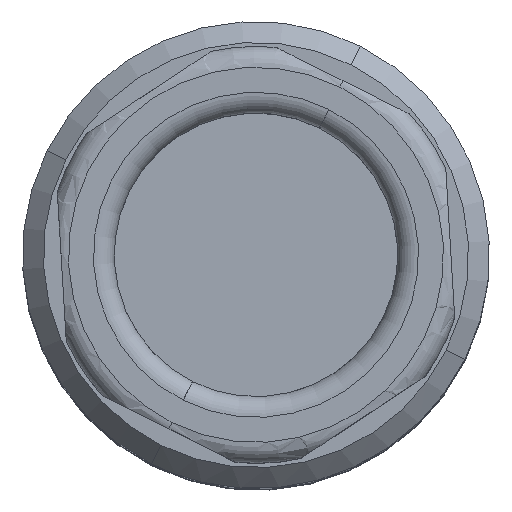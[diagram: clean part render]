
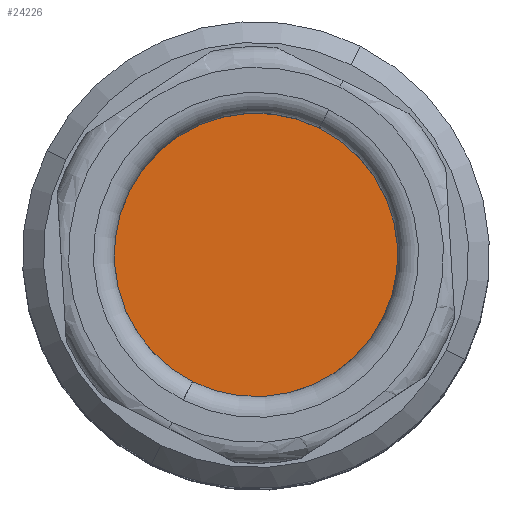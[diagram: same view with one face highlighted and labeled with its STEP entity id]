
A CAD part, top view. The second image highlights one B-rep face of the part: STEP entity #24226.
In plain terms, the highlighted planar face has unit normal (0, 0, 1).
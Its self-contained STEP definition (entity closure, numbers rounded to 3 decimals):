
#24190=AXIS2_PLACEMENT_3D('Circle Axis2P3D',#24188,#24189,$) ;
#24207=AXIS2_PLACEMENT_3D('Circle Axis2P3D',#24205,#24206,$) ;
#24220=AXIS2_PLACEMENT_3D('Plane Axis2P3D',#24217,#24218,#24219) ;
#24178=CARTESIAN_POINT('Vertex',(10.931,13.462,50.25)) ;
#24185=CARTESIAN_POINT('Vertex',(5.869,3.338,50.25)) ;
#24188=CARTESIAN_POINT('Axis2P3D Location',(8.4,8.4,50.25)) ;
#24205=CARTESIAN_POINT('Axis2P3D Location',(8.4,8.4,50.25)) ;
#24217=CARTESIAN_POINT('Axis2P3D Location',(8.4,8.4,50.25)) ;
#24189=DIRECTION('Axis2P3D Direction',(-0.,0.,-1.)) ;
#24206=DIRECTION('Axis2P3D Direction',(-0.,0.,-1.)) ;
#24218=DIRECTION('Axis2P3D Direction',(-0.,0.,-1.)) ;
#24219=DIRECTION('Axis2P3D XDirection',(-0.447,-0.894,0.)) ;
#24223=ORIENTED_EDGE('',*,*,#24209,.F.) ;
#24224=ORIENTED_EDGE('',*,*,#24192,.F.) ;
#24226=ADVANCED_FACE('MANIFOLD_SOLID_BREP #63310',(#24225),#24221,.F.) ;
#24191=CIRCLE('generated circle',#24190,5.659) ;
#24208=CIRCLE('generated circle',#24207,5.659) ;
#24192=EDGE_CURVE('',#24186,#24179,#24191,.T.) ;
#24209=EDGE_CURVE('',#24179,#24186,#24208,.T.) ;
#24222=EDGE_LOOP('',(#24223,#24224)) ;
#24225=FACE_OUTER_BOUND('',#24222,.T.) ;
#24221=PLANE('',#24220) ;
#24179=VERTEX_POINT('',#24178) ;
#24186=VERTEX_POINT('',#24185) ;
